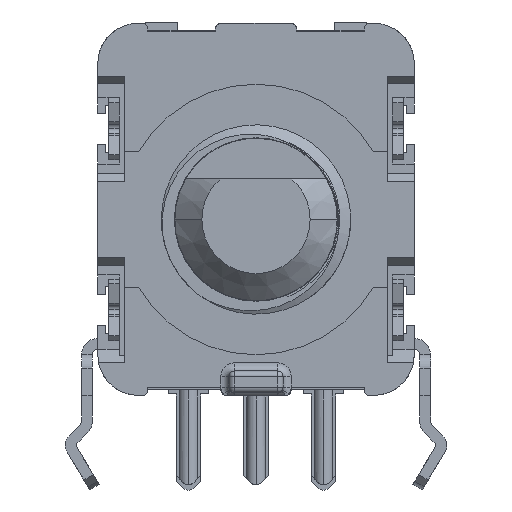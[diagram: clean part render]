
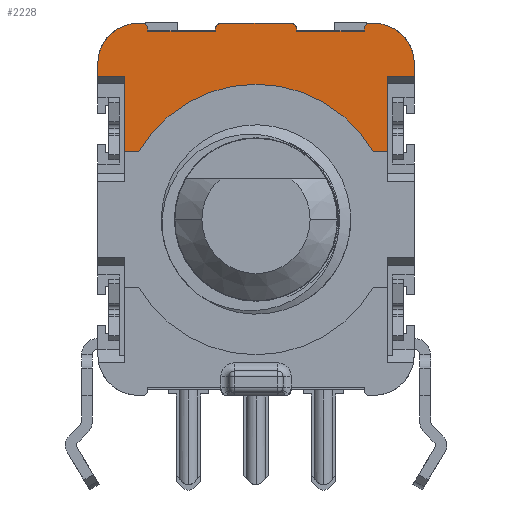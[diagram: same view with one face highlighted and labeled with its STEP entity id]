
A CAD part, front view. The second image highlights one B-rep face of the part: STEP entity #2228.
In plain terms, the highlighted planar face has unit normal (0, -1, 0).
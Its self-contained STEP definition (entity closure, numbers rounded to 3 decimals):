
#2228=ADVANCED_FACE('NONE',(#4960),#4961,.T.);
#4960=FACE_OUTER_BOUND('',#6753,.T.);
#4961=PLANE('',#6754);
#5812=EDGE_CURVE('NONE',#8898,#8896,#8899,.T.);
#5850=EDGE_CURVE('NONE',#8972,#8970,#8973,.T.);
#6753=EDGE_LOOP('',(#11015,#11016,#11017,#11018,#11019,#11020,#11021,#11022,#11023,#11024,#11025,#11026,#11027,#11028,#11029,#11030,#11031,#11032,#11033,#11034,#11035,#11036,#11037,#11038));
#6754=AXIS2_PLACEMENT_3D('',#11039,#11040,#11041);
#8896=VERTEX_POINT('NONE',#14067);
#8898=VERTEX_POINT('NONE',#14070);
#8899=LINE('',#14071,#14072);
#8970=VERTEX_POINT('NONE',#14177);
#8972=VERTEX_POINT('NONE',#14180);
#8973=LINE('',#14181,#14182);
#11015=ORIENTED_EDGE('',*,*,#5850,.T.);
#11016=ORIENTED_EDGE('',*,*,#16134,.T.);
#11017=ORIENTED_EDGE('',*,*,#16047,.F.);
#11018=ORIENTED_EDGE('',*,*,#16135,.T.);
#11019=ORIENTED_EDGE('',*,*,#16136,.T.);
#11020=ORIENTED_EDGE('',*,*,#16137,.F.);
#11021=ORIENTED_EDGE('',*,*,#16010,.F.);
#11022=ORIENTED_EDGE('',*,*,#16138,.F.);
#11023=ORIENTED_EDGE('',*,*,#5812,.T.);
#11024=ORIENTED_EDGE('',*,*,#15980,.T.);
#11025=ORIENTED_EDGE('',*,*,#16139,.T.);
#11026=ORIENTED_EDGE('',*,*,#16140,.T.);
#11027=ORIENTED_EDGE('',*,*,#15983,.T.);
#11028=ORIENTED_EDGE('',*,*,#15987,.T.);
#11029=ORIENTED_EDGE('',*,*,#15990,.T.);
#11030=ORIENTED_EDGE('',*,*,#16141,.T.);
#11031=ORIENTED_EDGE('',*,*,#16142,.T.);
#11032=ORIENTED_EDGE('',*,*,#16143,.T.);
#11033=ORIENTED_EDGE('',*,*,#15993,.T.);
#11034=ORIENTED_EDGE('',*,*,#15997,.T.);
#11035=ORIENTED_EDGE('',*,*,#16001,.T.);
#11036=ORIENTED_EDGE('',*,*,#16144,.T.);
#11037=ORIENTED_EDGE('',*,*,#16145,.T.);
#11038=ORIENTED_EDGE('',*,*,#15975,.T.);
#11039=CARTESIAN_POINT('',(-4.35,-4.2,12.245));
#11040=DIRECTION('',(0.0,-1.0,0.0));
#11041=DIRECTION('',(0.0,0.0,-1.0));
#14067=CARTESIAN_POINT('',(5.85,-4.2,12.245));
#14070=CARTESIAN_POINT('',(5.85,-4.2,11.795));
#14071=CARTESIAN_POINT('',(5.85,-4.2,12.245));
#14072=VECTOR('',#16983,1000.0);
#14177=CARTESIAN_POINT('',(-5.85,-4.2,11.795));
#14180=CARTESIAN_POINT('',(-5.85,-4.2,12.245));
#14181=CARTESIAN_POINT('',(-5.85,-4.2,12.245));
#14182=VECTOR('',#17019,1000.0);
#15975=EDGE_CURVE('NONE',#18095,#8972,#18096,.T.);
#15980=EDGE_CURVE('NONE',#8896,#18101,#18103,.T.);
#15983=EDGE_CURVE('NONE',#18108,#18106,#18109,.T.);
#15987=EDGE_CURVE('NONE',#18106,#18113,#18115,.T.);
#15990=EDGE_CURVE('NONE',#18113,#18117,#18119,.T.);
#15993=EDGE_CURVE('NONE',#18124,#18122,#18125,.T.);
#15997=EDGE_CURVE('NONE',#18122,#18129,#18131,.T.);
#16001=EDGE_CURVE('NONE',#18129,#18135,#18137,.T.);
#16010=EDGE_CURVE('NONE',#18149,#18151,#18152,.T.);
#16047=EDGE_CURVE('NONE',#18214,#18216,#18217,.T.);
#16134=EDGE_CURVE('NONE',#8970,#18216,#18351,.T.);
#16135=EDGE_CURVE('NONE',#18214,#18352,#18353,.T.);
#16136=EDGE_CURVE('NONE',#18352,#18354,#18355,.T.);
#16137=EDGE_CURVE('NONE',#18151,#18354,#18356,.T.);
#16138=EDGE_CURVE('NONE',#8898,#18149,#18357,.T.);
#16139=EDGE_CURVE('NONE',#18101,#18358,#18359,.T.);
#16140=EDGE_CURVE('NONE',#18358,#18108,#18360,.T.);
#16141=EDGE_CURVE('NONE',#18117,#18361,#18362,.T.);
#16142=EDGE_CURVE('NONE',#18361,#18363,#18364,.T.);
#16143=EDGE_CURVE('NONE',#18363,#18124,#18365,.T.);
#16144=EDGE_CURVE('NONE',#18135,#18366,#18367,.T.);
#16145=EDGE_CURVE('NONE',#18366,#18095,#18368,.T.);
#16983=DIRECTION('',(0.,0.0,1.0));
#17019=DIRECTION('',(0.,0.0,-1.0));
#18095=VERTEX_POINT('NONE',#20345);
#18096=CIRCLE('',#20346,1.5);
#18101=VERTEX_POINT('NONE',#20352);
#18103=CIRCLE('',#20355,1.5);
#18106=VERTEX_POINT('NONE',#20359);
#18108=VERTEX_POINT('NONE',#20362);
#18109=LINE('',#20363,#20364);
#18113=VERTEX_POINT('NONE',#20370);
#18115=LINE('',#20373,#20374);
#18117=VERTEX_POINT('NONE',#20377);
#18119=LINE('',#20380,#20381);
#18122=VERTEX_POINT('NONE',#20385);
#18124=VERTEX_POINT('NONE',#20388);
#18125=LINE('',#20389,#20390);
#18129=VERTEX_POINT('NONE',#20396);
#18131=LINE('',#20399,#20400);
#18135=VERTEX_POINT('NONE',#20406);
#18137=LINE('',#20409,#20410);
#18149=VERTEX_POINT('NONE',#20429);
#18151=VERTEX_POINT('NONE',#20432);
#18152=LINE('',#20433,#20434);
#18214=VERTEX_POINT('NONE',#20531);
#18216=VERTEX_POINT('NONE',#20534);
#18217=LINE('',#20535,#20536);
#18351=LINE('',#20803,#20804);
#18352=VERTEX_POINT('NONE',#20805);
#18353=LINE('',#20806,#20807);
#18354=VERTEX_POINT('NONE',#20808);
#18355=CIRCLE('',#20809,5.0);
#18356=LINE('',#20810,#20811);
#18357=LINE('',#20812,#20813);
#18358=VERTEX_POINT('NONE',#20814);
#18359=LINE('',#20815,#20816);
#18360=CIRCLE('',#20817,0.2);
#18361=VERTEX_POINT('NONE',#20818);
#18362=CIRCLE('',#20819,0.2);
#18363=VERTEX_POINT('NONE',#20820);
#18364=LINE('',#20821,#20822);
#18365=CIRCLE('',#20823,0.2);
#18366=VERTEX_POINT('NONE',#20824);
#18367=CIRCLE('',#20825,0.2);
#18368=LINE('',#20826,#20827);
#20345=CARTESIAN_POINT('',(-4.35,-4.2,13.745));
#20346=AXIS2_PLACEMENT_3D('',#22514,#22515,#22516);
#20352=CARTESIAN_POINT('',(4.35,-4.2,13.745));
#20355=AXIS2_PLACEMENT_3D('',#22525,#22526,#22527);
#20359=CARTESIAN_POINT('',(4.0,-4.2,13.445));
#20362=CARTESIAN_POINT('',(4.0,-4.2,13.545));
#20363=CARTESIAN_POINT('',(4.0,-4.2,13.445));
#20364=VECTOR('',#22530,1000.0);
#20370=CARTESIAN_POINT('',(1.5,-4.2,13.445));
#20373=CARTESIAN_POINT('',(1.5,-4.2,13.445));
#20374=VECTOR('',#22534,1000.0);
#20377=CARTESIAN_POINT('',(1.5,-4.2,13.545));
#20380=CARTESIAN_POINT('',(1.5,-4.2,13.545));
#20381=VECTOR('',#22537,1000.0);
#20385=CARTESIAN_POINT('',(-1.5,-4.2,13.445));
#20388=CARTESIAN_POINT('',(-1.5,-4.2,13.545));
#20389=CARTESIAN_POINT('',(-1.5,-4.2,13.445));
#20390=VECTOR('',#22540,1000.0);
#20396=CARTESIAN_POINT('',(-4.0,-4.2,13.445));
#20399=CARTESIAN_POINT('',(-4.0,-4.2,13.445));
#20400=VECTOR('',#22544,1000.0);
#20406=CARTESIAN_POINT('',(-4.0,-4.2,13.545));
#20409=CARTESIAN_POINT('',(-4.0,-4.2,13.445));
#20410=VECTOR('',#22548,1000.0);
#20429=CARTESIAN_POINT('',(4.85,-4.2,11.795));
#20432=CARTESIAN_POINT('',(4.85,-4.2,8.995));
#20433=CARTESIAN_POINT('',(4.85,-4.2,12.245));
#20434=VECTOR('',#22557,1000.0);
#20531=CARTESIAN_POINT('',(-4.85,-4.2,8.995));
#20534=CARTESIAN_POINT('',(-4.85,-4.2,11.795));
#20535=CARTESIAN_POINT('',(-4.85,-4.2,12.245));
#20536=VECTOR('',#22594,1000.0);
#20803=CARTESIAN_POINT('',(-4.35,-4.2,11.795));
#20804=VECTOR('',#22722,1000.0);
#20805=CARTESIAN_POINT('',(-4.33,-4.2,8.995));
#20806=CARTESIAN_POINT('',(-14.184,-4.2,8.995));
#20807=VECTOR('',#22723,1000.0);
#20808=CARTESIAN_POINT('',(4.33,-4.2,8.995));
#20809=AXIS2_PLACEMENT_3D('',#22724,#22725,#22726);
#20810=CARTESIAN_POINT('',(-14.184,-4.2,8.995));
#20811=VECTOR('',#22727,1000.0);
#20812=CARTESIAN_POINT('',(-4.35,-4.2,11.795));
#20813=VECTOR('',#22728,1000.0);
#20814=CARTESIAN_POINT('',(4.2,-4.2,13.745));
#20815=CARTESIAN_POINT('',(4.2,-4.2,13.745));
#20816=VECTOR('',#22729,1000.0);
#20817=AXIS2_PLACEMENT_3D('',#22730,#22731,#22732);
#20818=CARTESIAN_POINT('',(1.3,-4.2,13.745));
#20819=AXIS2_PLACEMENT_3D('',#22733,#22734,#22735);
#20820=CARTESIAN_POINT('',(-1.3,-4.2,13.745));
#20821=CARTESIAN_POINT('',(-1.3,-4.2,13.745));
#20822=VECTOR('',#22736,1000.0);
#20823=AXIS2_PLACEMENT_3D('',#22737,#22738,#22739);
#20824=CARTESIAN_POINT('',(-4.2,-4.2,13.745));
#20825=AXIS2_PLACEMENT_3D('',#22740,#22741,#22742);
#20826=CARTESIAN_POINT('',(-4.35,-4.2,13.745));
#20827=VECTOR('',#22743,1000.0);
#22514=CARTESIAN_POINT('',(-4.35,-4.2,12.245));
#22515=DIRECTION('',(0.0,-1.0,0.0));
#22516=DIRECTION('',(1.0,0.0,0.0));
#22525=CARTESIAN_POINT('',(4.35,-4.2,12.245));
#22526=DIRECTION('',(0.0,-1.0,0.0));
#22527=DIRECTION('',(1.0,0.0,0.0));
#22530=DIRECTION('',(0.0,0.0,-1.0));
#22534=DIRECTION('',(-1.0,0.0,0.));
#22537=DIRECTION('',(0.0,0.0,1.0));
#22540=DIRECTION('',(0.0,0.0,-1.0));
#22544=DIRECTION('',(-1.0,0.0,0.0));
#22548=DIRECTION('',(0.0,0.0,1.0));
#22557=DIRECTION('',(0.,0.0,-1.0));
#22594=DIRECTION('',(0.,0.0,1.0));
#22722=DIRECTION('',(1.0,0.0,0.));
#22723=DIRECTION('',(1.0,0.0,0.0));
#22724=CARTESIAN_POINT('',(0.,-4.2,6.495));
#22725=DIRECTION('',(0.0,1.0,0.0));
#22726=DIRECTION('',(-1.0,0.0,0.0));
#22727=DIRECTION('',(-1.0,0.0,0.0));
#22728=DIRECTION('',(-1.0,0.0,0.));
#22729=DIRECTION('',(-1.0,0.0,0.));
#22730=CARTESIAN_POINT('',(4.2,-4.2,13.545));
#22731=DIRECTION('',(0.0,-1.0,0.0));
#22732=DIRECTION('',(-1.0,0.0,0.0));
#22733=CARTESIAN_POINT('',(1.3,-4.2,13.545));
#22734=DIRECTION('',(0.0,-1.0,0.0));
#22735=DIRECTION('',(-1.0,0.0,0.0));
#22736=DIRECTION('',(-1.0,0.0,0.0));
#22737=CARTESIAN_POINT('',(-1.3,-4.2,13.545));
#22738=DIRECTION('',(0.0,-1.0,0.0));
#22739=DIRECTION('',(-1.0,0.0,0.0));
#22740=CARTESIAN_POINT('',(-4.2,-4.2,13.545));
#22741=DIRECTION('',(0.0,-1.0,0.0));
#22742=DIRECTION('',(1.0,0.0,0.0));
#22743=DIRECTION('',(-1.0,0.0,0.0));
